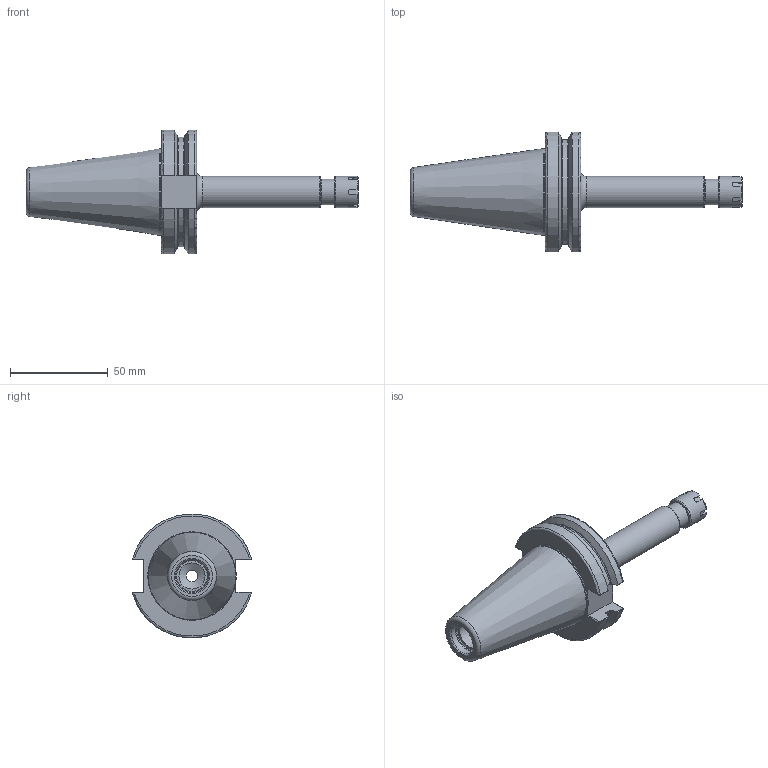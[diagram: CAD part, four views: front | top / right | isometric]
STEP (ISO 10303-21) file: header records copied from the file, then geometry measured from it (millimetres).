
FILE_DESCRIPTION(/* description */ (''),/* implementation_level */ '2;1');
FILE_NAME(/* name */ 'DCAT40-SX06M-0400-D.stp',/* time_stamp */ '2019-07-31T12:17:07-05:00',/* author */ ('ldfli'),/* organization */ ('Pioneer N.A.'),/* preprocessor_version */ 'ST-DEVELOPER v18',/* originating_system */ 'Autodesk Inventor LT',/* authorisation */ '');
FILE_SCHEMA (('AUTOMOTIVE_DESIGN { 1 0 10303 214 3 1 1 }'));
Length unit declared in the file: millimetre
Products named in the file (1): DCAT40-SX06M-0400
Bounding box: 169.85 x 61.14 x 63.31 mm (x, y, z)
Volume: 120936.7 mm3; surface area: 26090.4 mm2
Topology: 2 solids, 2 shells, 137 faces, 387 edges, 263 vertices
Faces by surface type: plane 59, torus 26, cylinder 21, bspline 16, cone 15
Full cylindrical faces by diameter (mm): 6 x1, 6.647 x1, 8.2 x1, 8.8 x1, 10 x1, 11 x1, 12.25 x1, 13 x1, 13.386 x1, 13.4 x1, 16 x2, 16.28 x1, 16.78 x1, 44.45 x1
Entity records: 5354 total; most frequent: CARTESIAN_POINT 1768, ORIENTED_EDGE 774, DIRECTION 728, EDGE_CURVE 387, AXIS2_PLACEMENT_3D 287, VERTEX_POINT 263, CIRCLE 158, LINE 154
